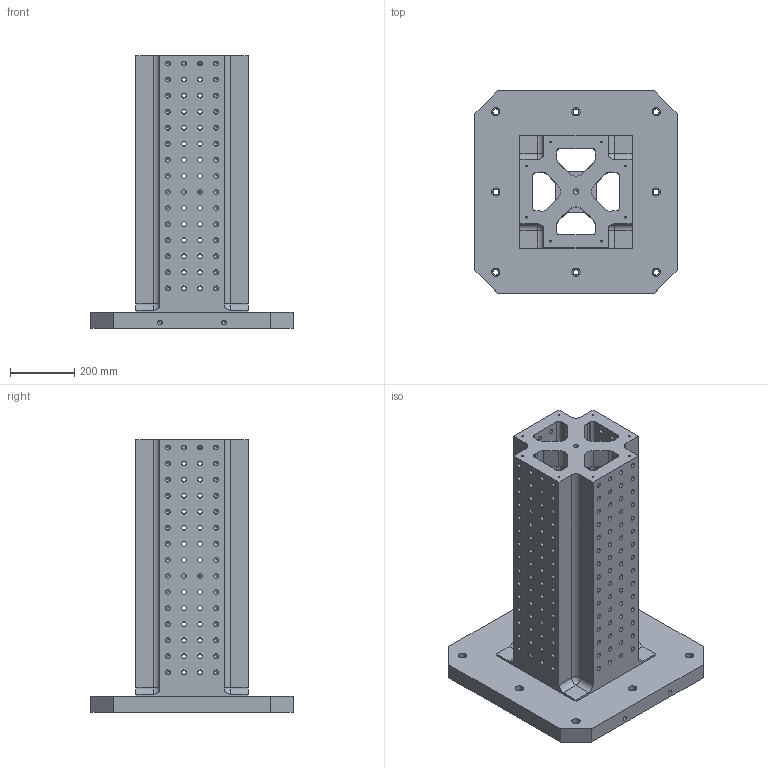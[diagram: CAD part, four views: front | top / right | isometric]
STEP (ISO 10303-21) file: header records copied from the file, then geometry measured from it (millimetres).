
FILE_DESCRIPTION( ( 'Unknown' ), '1' );
FILE_NAME( 'BP30-630630-0850-16.stp', 'Unknown', ( 'S.C.H' ), ( 'Unknown' ), 'XStep 1.0', 'Unknown', ' ' );
FILE_SCHEMA( ( 'CONFIG_CONTROL_DESIGN' ) );
Length unit declared in the file: millimetre
Products named in the file (1): 1
Bounding box: 630 x 630 x 850 mm (x, y, z)
Volume: 56602740.7 mm3; surface area: 3290789.3 mm2
Topology: 1 solids, 1 shells, 563 faces, 1792 edges, 1228 vertices
Faces by surface type: cylinder 336, cone 132, plane 75, torus 16, sphere 4
Full cylindrical faces by diameter (mm): 5 x8, 14 x243, 17.5 x1, 18 x8, 26 x8
Entity records: 16762 total; most frequent: CARTESIAN_POINT 3600, DIRECTION 2748, ORIENTED_EDGE 2008, AXIS2_PLACEMENT_3D 1244, EDGE_LOOP 1240, EDGE_CURVE 1004, VERTEX_POINT 976, FACE_OUTER_BOUND 831
